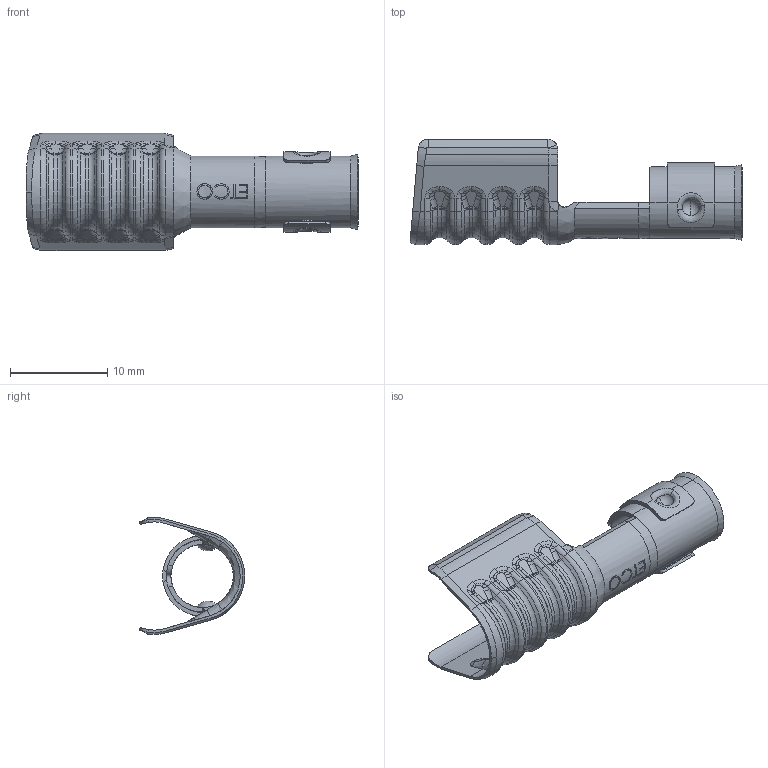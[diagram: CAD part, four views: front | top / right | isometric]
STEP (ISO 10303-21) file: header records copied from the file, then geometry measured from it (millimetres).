
FILE_DESCRIPTION (( 'STEP AP203' ), '1' );
FILE_NAME ('SP98-8M-WD.STEP', '2019-11-06T12:57:31', ( 'tempuser' ), ( 'Microsoft' ), 'SwSTEP 2.0', 'SolidWorks 2019', '' );
FILE_SCHEMA (( 'CONFIG_CONTROL_DESIGN' ));
Length unit declared in the file: inch
Products named in the file (3): SP98-WD SP98-8M-WD_SP98-8M-WD without carrier; SP98-8M-WD; SCA570 expanded for mating_SCA570
Assembly tree (2 placements, depth 2):
  SP98-8M-WD
    SCA570 expanded for mating_SCA570
    SP98-WD SP98-8M-WD_SP98-8M-WD without carrier
Bounding box: 34.22 x 10.85 x 12.06 mm (x, y, z)
Volume: 328.9 mm3; surface area: 1680.9 mm2
Topology: 2 solids, 2 shells, 504 faces, 1272 edges, 773 vertices
Faces by surface type: bspline 227, cylinder 120, plane 88, cone 26, sphere 24, torus 19
Entity records: 23296 total; most frequent: CARTESIAN_POINT 12675, ORIENTED_EDGE 2544, DIRECTION 1645, EDGE_CURVE 1272, VERTEX_POINT 773, AXIS2_PLACEMENT_3D 651, EDGE_LOOP 509, ADVANCED_FACE 504
